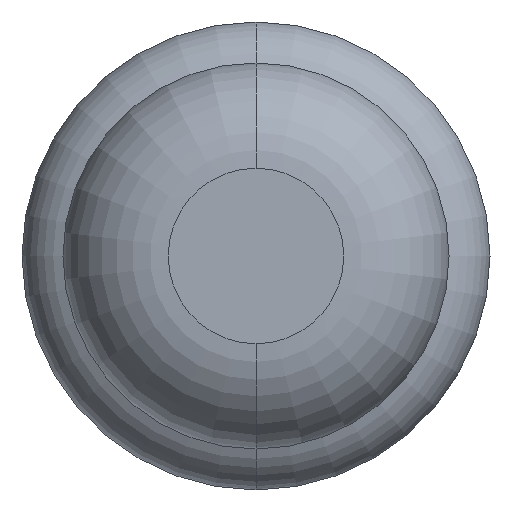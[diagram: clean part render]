
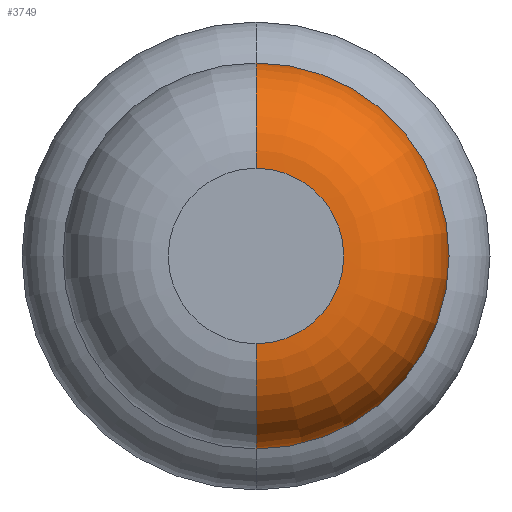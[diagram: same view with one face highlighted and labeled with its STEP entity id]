
A CAD part, front view. The second image highlights one B-rep face of the part: STEP entity #3749.
In plain terms, the highlighted toroidal (fillet/blend) face has major radius 0.375 mm and minor radius 0.45 mm.
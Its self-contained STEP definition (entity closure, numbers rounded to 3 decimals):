
#41 = CARTESIAN_POINT ( 'NONE',  ( 0., -26.95, 0. ) ) ;
#49 = CIRCLE ( 'NONE', #4218, 0.45 ) ;
#97 = DIRECTION ( 'NONE',  ( 0., 0., 1. ) ) ;
#148 = ORIENTED_EDGE ( 'NONE', *, *, #4395, .T. ) ;
#225 = AXIS2_PLACEMENT_3D ( 'NONE', #1492, #2498, #97 ) ;
#272 = FACE_OUTER_BOUND ( 'NONE', #2555, .T. ) ;
#286 = EDGE_CURVE ( 'Defeature ausgef�hrt1_6+Defeature ausgef�hrt1_5+Defeature ausgef�hrt1_5+Defeature ausgef�hrt1_5', #2100, #1779, #737, .T. ) ;
#542 = CARTESIAN_POINT ( 'NONE',  ( 0., -27.4, 0.375 ) ) ;
#553 = CARTESIAN_POINT ( 'NONE',  ( 0., -26.95, -0.825 ) ) ;
#590 = ORIENTED_EDGE ( 'NONE', *, *, #286, .T. ) ;
#737 = CIRCLE ( 'NONE', #2062, 0.375 ) ;
#797 = DIRECTION ( 'NONE',  ( 0., 0., 1. ) ) ;
#1072 = DIRECTION ( 'NONE',  ( 0., 0., 1. ) ) ;
#1213 = VERTEX_POINT ( 'NONE', #553 ) ;
#1222 = DIRECTION ( 'NONE',  ( 0., 0., 1. ) ) ;
#1492 = CARTESIAN_POINT ( 'NONE',  ( 0., -26.95, 0. ) ) ;
#1598 = DIRECTION ( 'NONE',  ( 0., 0., -1. ) ) ;
#1779 = VERTEX_POINT ( 'NONE', #2522 ) ;
#2052 = ORIENTED_EDGE ( 'NONE', *, *, #2224, .F. ) ;
#2062 = AXIS2_PLACEMENT_3D ( 'NONE', #4230, #2815, #797 ) ;
#2100 = VERTEX_POINT ( 'NONE', #542 ) ;
#2186 = VERTEX_POINT ( 'NONE', #2848 ) ;
#2224 = EDGE_CURVE ( 'NONE', #2100, #2186, #3034, .T. ) ;
#2230 = DIRECTION ( 'NONE',  ( -1., 0., 0. ) ) ;
#2280 = CIRCLE ( 'NONE', #2551, 0.825 ) ;
#2498 = DIRECTION ( 'NONE',  ( 0., 1., 0. ) ) ;
#2522 = CARTESIAN_POINT ( 'NONE',  ( 0., -27.4, -0.375 ) ) ;
#2551 = AXIS2_PLACEMENT_3D ( 'NONE', #41, #3836, #1072 ) ;
#2555 = EDGE_LOOP ( 'NONE', ( #590, #148, #4039, #2052 ) ) ;
#2612 = EDGE_CURVE ( 'Defeature ausgef�hrt1_7+Defeature ausgef�hrt1_6+Defeature ausgef�hrt1_6+Defeature ausgef�hrt1_6', #2186, #1213, #2280, .T. ) ;
#2815 = DIRECTION ( 'NONE',  ( 0., 1., 0. ) ) ;
#2848 = CARTESIAN_POINT ( 'NONE',  ( 0., -26.95, 0.825 ) ) ;
#3034 = CIRCLE ( 'NONE', #3224, 0.45 ) ;
#3224 = AXIS2_PLACEMENT_3D ( 'NONE', #3599, #2230, #1222 ) ;
#3599 = CARTESIAN_POINT ( 'NONE',  ( 0., -26.95, 0.375 ) ) ;
#3683 = TOROIDAL_SURFACE ( 'NONE', #225, 0.375, 0.45 ) ;
#3692 = DIRECTION ( 'NONE',  ( 1., 0., 0. ) ) ;
#3749 = ADVANCED_FACE ( 'Defeature ausgef�hrt1_6', ( #272 ), #3683, .T. ) ;
#3836 = DIRECTION ( 'NONE',  ( 0., 1., 0. ) ) ;
#4039 = ORIENTED_EDGE ( 'NONE', *, *, #2612, .F. ) ;
#4218 = AXIS2_PLACEMENT_3D ( 'NONE', #4381, #3692, #1598 ) ;
#4230 = CARTESIAN_POINT ( 'NONE',  ( 0., -27.4, 0. ) ) ;
#4381 = CARTESIAN_POINT ( 'NONE',  ( 0., -26.95, -0.375 ) ) ;
#4395 = EDGE_CURVE ( 'NONE', #1779, #1213, #49, .T. ) ;
